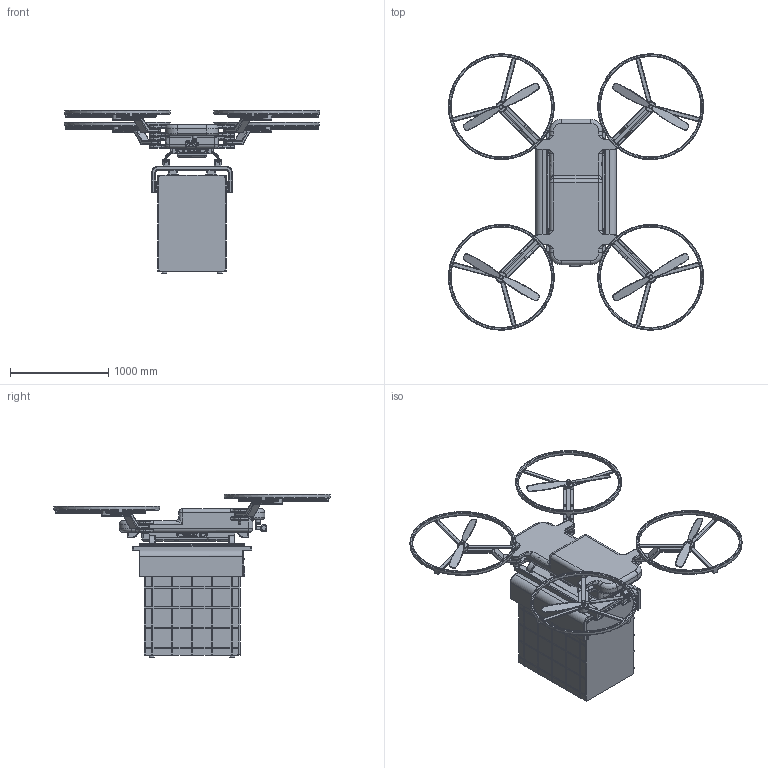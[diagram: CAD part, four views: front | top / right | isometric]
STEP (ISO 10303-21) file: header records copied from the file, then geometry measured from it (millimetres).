
FILE_DESCRIPTION(('FreeCAD Model'),'2;1');
FILE_NAME('Open CASCADE Shape Model','2025-04-26T22:56:04',('FreeCAD'),( 'FreeCAD'),'Open CASCADE STEP processor 7.6','FreeCAD','Unknown');
FILE_SCHEMA(('AUTOMOTIVE_DESIGN { 1 0 10303 214 1 1 1 1 }'));
Products named in the file (1): Open CASCADE STEP translator 7.6 1
Bounding box: 2597.21 x 2812.55 x 1666.09 mm (x, y, z)
Volume: 924812735.4 mm3; surface area: 26695380.4 mm2
Topology: 60 solids, 60 shells, 2835 faces, 6869 edges, 4166 vertices
Faces by surface type: bspline 2835
Entity records: 96602 total; most frequent: CARTESIAN_POINT 56642, ORIENTED_EDGE 13536, EDGE_CURVE 6768, B_SPLINE_CURVE_WITH_KNOTS 4759, VERTEX_POINT 4166, FACE_BOUND 3032, EDGE_LOOP 3032, ADVANCED_FACE 2835
